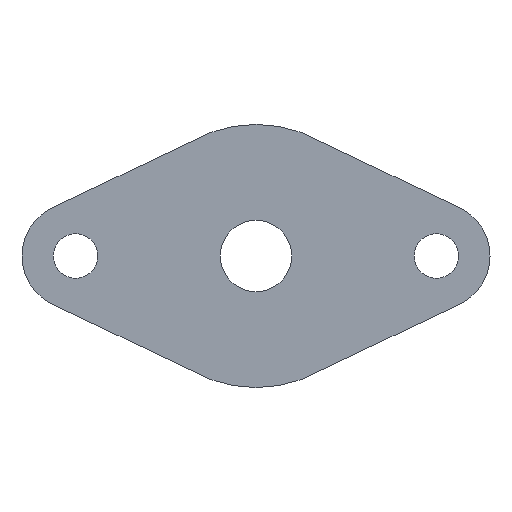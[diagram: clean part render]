
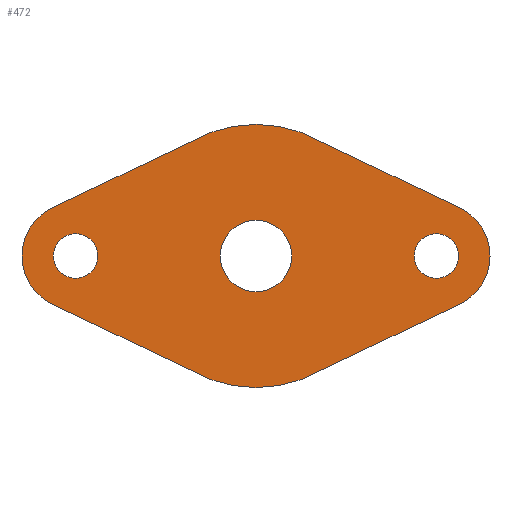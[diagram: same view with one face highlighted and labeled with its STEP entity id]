
A CAD part, front view. The second image highlights one B-rep face of the part: STEP entity #472.
In plain terms, the highlighted planar face has unit normal (0, -1, 0).
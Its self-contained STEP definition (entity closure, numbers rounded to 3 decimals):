
#4 = EDGE_CURVE ( 'NONE', #103, #568, #174, .T. ) ;
#7 = CARTESIAN_POINT ( 'NONE',  ( 6.75, 0., -11.691 ) ) ;
#8 = FACE_BOUND ( 'NONE', #554, .T. ) ;
#9 = CARTESIAN_POINT ( 'NONE',  ( -18.5, 0., 0. ) ) ;
#10 = AXIS2_PLACEMENT_3D ( 'NONE', #97, #543, #618 ) ;
#12 = VERTEX_POINT ( 'NONE', #350 ) ;
#14 = CARTESIAN_POINT ( 'NONE',  ( -21.25, 0., 4.763 ) ) ;
#21 = ORIENTED_EDGE ( 'NONE', *, *, #638, .T. ) ;
#29 = CARTESIAN_POINT ( 'NONE',  ( 18.5, 0., 0. ) ) ;
#55 = CARTESIAN_POINT ( 'NONE',  ( 0., 0., 0. ) ) ;
#63 = EDGE_CURVE ( 'NONE', #129, #181, #321, .T. ) ;
#67 = EDGE_CURVE ( 'NONE', #129, #562, #408, .T. ) ;
#73 = ORIENTED_EDGE ( 'NONE', *, *, #63, .T. ) ;
#80 = VERTEX_POINT ( 'NONE', #135 ) ;
#81 = EDGE_CURVE ( 'NONE', #568, #80, #738, .T. ) ;
#84 = CARTESIAN_POINT ( 'NONE',  ( 0., 0., 0. ) ) ;
#90 = DIRECTION ( 'NONE',  ( 0., 1., 0. ) ) ;
#96 = AXIS2_PLACEMENT_3D ( 'NONE', #301, #624, #600 ) ;
#97 = CARTESIAN_POINT ( 'NONE',  ( 0., 0., 0. ) ) ;
#103 = VERTEX_POINT ( 'NONE', #272 ) ;
#108 = ORIENTED_EDGE ( 'NONE', *, *, #810, .T. ) ;
#127 = EDGE_CURVE ( 'NONE', #252, #719, #197, .T. ) ;
#129 = VERTEX_POINT ( 'NONE', #748 ) ;
#135 = CARTESIAN_POINT ( 'NONE',  ( 21.25, 0., -4.763 ) ) ;
#144 = CARTESIAN_POINT ( 'NONE',  ( -21.25, 0., -4.763 ) ) ;
#149 = DIRECTION ( 'NONE',  ( 0., 1., 0. ) ) ;
#161 = CARTESIAN_POINT ( 'NONE',  ( 21.25, 0., 4.763 ) ) ;
#169 = CIRCLE ( 'NONE', #450, 2.286 ) ;
#174 = CIRCLE ( 'NONE', #96, 13.5 ) ;
#177 = ORIENTED_EDGE ( 'NONE', *, *, #304, .T. ) ;
#181 = VERTEX_POINT ( 'NONE', #144 ) ;
#184 = VECTOR ( 'NONE', #248, 1000. ) ;
#188 = FACE_BOUND ( 'NONE', #322, .T. ) ;
#191 = CIRCLE ( 'NONE', #10, 3.657 ) ;
#196 = AXIS2_PLACEMENT_3D ( 'NONE', #413, #805, #343 ) ;
#197 = CIRCLE ( 'NONE', #572, 2.286 ) ;
#198 = LINE ( 'NONE', #435, #184 ) ;
#207 = EDGE_CURVE ( 'NONE', #419, #80, #498, .T. ) ;
#210 = DIRECTION ( 'NONE',  ( 0., 0., 1. ) ) ;
#214 = CARTESIAN_POINT ( 'NONE',  ( 6.75, 0., 11.691 ) ) ;
#222 = VERTEX_POINT ( 'NONE', #771 ) ;
#232 = AXIS2_PLACEMENT_3D ( 'NONE', #732, #683, #233 ) ;
#233 = DIRECTION ( 'NONE',  ( 0., 0., -1. ) ) ;
#239 = CIRCLE ( 'NONE', #686, 13.5 ) ;
#244 = ORIENTED_EDGE ( 'NONE', *, *, #4, .T. ) ;
#248 = DIRECTION ( 'NONE',  ( 0.902, 0., -0.431 ) ) ;
#249 = VECTOR ( 'NONE', #528, 1000. ) ;
#250 = EDGE_CURVE ( 'NONE', #562, #490, #811, .T. ) ;
#251 = ORIENTED_EDGE ( 'NONE', *, *, #727, .T. ) ;
#252 = VERTEX_POINT ( 'NONE', #707 ) ;
#268 = ORIENTED_EDGE ( 'NONE', *, *, #779, .T. ) ;
#271 = DIRECTION ( 'NONE',  ( 0., 1., 0. ) ) ;
#272 = CARTESIAN_POINT ( 'NONE',  ( 0., 0., -13.5 ) ) ;
#279 = CARTESIAN_POINT ( 'NONE',  ( 18.5, 0., 0. ) ) ;
#300 = CARTESIAN_POINT ( 'NONE',  ( 6.75, 0., -11.691 ) ) ;
#301 = CARTESIAN_POINT ( 'NONE',  ( 0., 0., 0. ) ) ;
#304 = EDGE_CURVE ( 'NONE', #181, #492, #198, .T. ) ;
#307 = VERTEX_POINT ( 'NONE', #765 ) ;
#321 = CIRCLE ( 'NONE', #232, 5.5 ) ;
#322 = EDGE_LOOP ( 'NONE', ( #251, #108 ) ) ;
#330 = AXIS2_PLACEMENT_3D ( 'NONE', #29, #90, #536 ) ;
#332 = DIRECTION ( 'NONE',  ( 0.902, 0., -0.431 ) ) ;
#336 = AXIS2_PLACEMENT_3D ( 'NONE', #55, #440, #829 ) ;
#341 = DIRECTION ( 'NONE',  ( 0., 0., -1. ) ) ;
#343 = DIRECTION ( 'NONE',  ( 0., 0., 1. ) ) ;
#347 = CARTESIAN_POINT ( 'NONE',  ( 0., 0., 0. ) ) ;
#350 = CARTESIAN_POINT ( 'NONE',  ( 18.5, 0., 2.286 ) ) ;
#355 = FACE_OUTER_BOUND ( 'NONE', #782, .T. ) ;
#395 = ORIENTED_EDGE ( 'NONE', *, *, #507, .T. ) ;
#397 = CIRCLE ( 'NONE', #196, 2.286 ) ;
#405 = ORIENTED_EDGE ( 'NONE', *, *, #127, .T. ) ;
#408 = LINE ( 'NONE', #14, #249 ) ;
#413 = CARTESIAN_POINT ( 'NONE',  ( -18.5, 0., 0. ) ) ;
#416 = DIRECTION ( 'NONE',  ( 0., 0., -1. ) ) ;
#419 = VERTEX_POINT ( 'NONE', #161 ) ;
#435 = CARTESIAN_POINT ( 'NONE',  ( -21.25, 0., -4.763 ) ) ;
#440 = DIRECTION ( 'NONE',  ( 0., 1., 0. ) ) ;
#447 = VERTEX_POINT ( 'NONE', #610 ) ;
#450 = AXIS2_PLACEMENT_3D ( 'NONE', #279, #668, #210 ) ;
#453 = EDGE_CURVE ( 'NONE', #719, #252, #397, .T. ) ;
#467 = DIRECTION ( 'NONE',  ( 0., 0., 1. ) ) ;
#472 = ADVANCED_FACE ( 'NONE', ( #711, #8, #188, #355 ), #744, .T. ) ;
#474 = ORIENTED_EDGE ( 'NONE', *, *, #250, .F. ) ;
#490 = VERTEX_POINT ( 'NONE', #214 ) ;
#492 = VERTEX_POINT ( 'NONE', #602 ) ;
#495 = AXIS2_PLACEMENT_3D ( 'NONE', #801, #607, #341 ) ;
#498 = CIRCLE ( 'NONE', #833, 5.5 ) ;
#507 = EDGE_CURVE ( 'NONE', #447, #12, #169, .T. ) ;
#510 = ORIENTED_EDGE ( 'NONE', *, *, #207, .F. ) ;
#519 = CARTESIAN_POINT ( 'NONE',  ( 6.75, 0., 11.691 ) ) ;
#528 = DIRECTION ( 'NONE',  ( 0.902, 0., 0.431 ) ) ;
#532 = ORIENTED_EDGE ( 'NONE', *, *, #81, .T. ) ;
#536 = DIRECTION ( 'NONE',  ( 0., 0., 1. ) ) ;
#543 = DIRECTION ( 'NONE',  ( 0., 1., 0. ) ) ;
#554 = EDGE_LOOP ( 'NONE', ( #395, #21 ) ) ;
#562 = VERTEX_POINT ( 'NONE', #570 ) ;
#563 = VECTOR ( 'NONE', #584, 1000. ) ;
#568 = VERTEX_POINT ( 'NONE', #300 ) ;
#570 = CARTESIAN_POINT ( 'NONE',  ( -6.75, 0., 11.691 ) ) ;
#572 = AXIS2_PLACEMENT_3D ( 'NONE', #9, #789, #724 ) ;
#575 = ORIENTED_EDGE ( 'NONE', *, *, #691, .F. ) ;
#584 = DIRECTION ( 'NONE',  ( 0.902, 0., 0.431 ) ) ;
#586 = AXIS2_PLACEMENT_3D ( 'NONE', #84, #149, #601 ) ;
#596 = CARTESIAN_POINT ( 'NONE',  ( -18.5, 0., 2.286 ) ) ;
#597 = CIRCLE ( 'NONE', #330, 2.286 ) ;
#600 = DIRECTION ( 'NONE',  ( 0., 0., -1. ) ) ;
#601 = DIRECTION ( 'NONE',  ( 0., 0., 1. ) ) ;
#602 = CARTESIAN_POINT ( 'NONE',  ( -6.75, 0., -11.691 ) ) ;
#607 = DIRECTION ( 'NONE',  ( 0., -1., 0. ) ) ;
#610 = CARTESIAN_POINT ( 'NONE',  ( 18.5, 0., -2.286 ) ) ;
#618 = DIRECTION ( 'NONE',  ( 0., 0., 1. ) ) ;
#624 = DIRECTION ( 'NONE',  ( 0., -1., 0. ) ) ;
#638 = EDGE_CURVE ( 'NONE', #12, #447, #597, .T. ) ;
#642 = VECTOR ( 'NONE', #332, 1000. ) ;
#651 = ORIENTED_EDGE ( 'NONE', *, *, #453, .T. ) ;
#664 = CARTESIAN_POINT ( 'NONE',  ( 18.5, 0., 0. ) ) ;
#668 = DIRECTION ( 'NONE',  ( 0., 1., 0. ) ) ;
#683 = DIRECTION ( 'NONE',  ( 0., -1., 0. ) ) ;
#686 = AXIS2_PLACEMENT_3D ( 'NONE', #347, #808, #416 ) ;
#691 = EDGE_CURVE ( 'NONE', #490, #419, #832, .T. ) ;
#707 = CARTESIAN_POINT ( 'NONE',  ( -18.5, 0., -2.286 ) ) ;
#711 = FACE_BOUND ( 'NONE', #777, .T. ) ;
#719 = VERTEX_POINT ( 'NONE', #596 ) ;
#724 = DIRECTION ( 'NONE',  ( 0., 0., 1. ) ) ;
#727 = EDGE_CURVE ( 'NONE', #222, #307, #787, .T. ) ;
#732 = CARTESIAN_POINT ( 'NONE',  ( -18.5, 0., 0. ) ) ;
#738 = LINE ( 'NONE', #7, #563 ) ;
#744 = PLANE ( 'NONE',  #495 ) ;
#745 = ORIENTED_EDGE ( 'NONE', *, *, #67, .F. ) ;
#748 = CARTESIAN_POINT ( 'NONE',  ( -21.25, 0., 4.763 ) ) ;
#765 = CARTESIAN_POINT ( 'NONE',  ( 0., 0., 3.657 ) ) ;
#771 = CARTESIAN_POINT ( 'NONE',  ( 0., 0., -3.657 ) ) ;
#777 = EDGE_LOOP ( 'NONE', ( #405, #651 ) ) ;
#779 = EDGE_CURVE ( 'NONE', #492, #103, #239, .T. ) ;
#782 = EDGE_LOOP ( 'NONE', ( #73, #177, #268, #244, #532, #510, #575, #474, #745 ) ) ;
#787 = CIRCLE ( 'NONE', #586, 3.657 ) ;
#789 = DIRECTION ( 'NONE',  ( 0., 1., 0. ) ) ;
#801 = CARTESIAN_POINT ( 'NONE',  ( -18.5, 0., 0. ) ) ;
#805 = DIRECTION ( 'NONE',  ( 0., 1., 0. ) ) ;
#808 = DIRECTION ( 'NONE',  ( 0., -1., 0. ) ) ;
#810 = EDGE_CURVE ( 'NONE', #307, #222, #191, .T. ) ;
#811 = CIRCLE ( 'NONE', #336, 13.5 ) ;
#829 = DIRECTION ( 'NONE',  ( 0., 0., 1. ) ) ;
#832 = LINE ( 'NONE', #519, #642 ) ;
#833 = AXIS2_PLACEMENT_3D ( 'NONE', #664, #271, #467 ) ;
